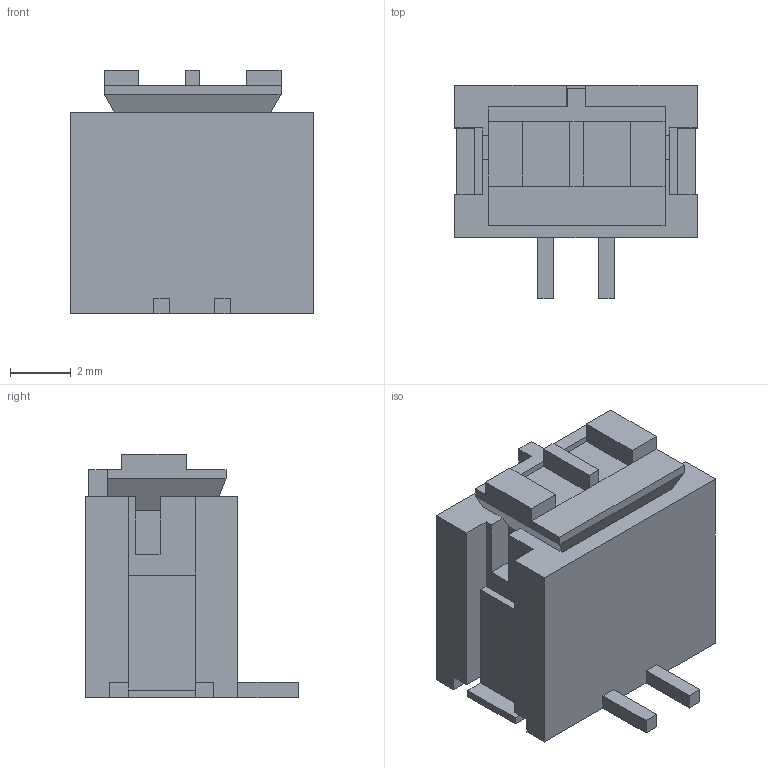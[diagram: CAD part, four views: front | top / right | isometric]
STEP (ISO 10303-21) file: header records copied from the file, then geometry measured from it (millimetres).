
FILE_DESCRIPTION(('FreeCAD Model'),'2;1');
FILE_NAME('B2B-PH-SM4-TB.STEP','2016-04-05T19:12:10',('Author'),(''), 'Open CASCADE STEP processor 6.8','FreeCAD','Unknown');
FILE_SCHEMA(('AUTOMOTIVE_DESIGN_CC2 { 1 2 10303 214 -1 1 5 4 }'));
Length unit declared in the file: millimetre
Products named in the file (1): B2B-PH-SM4-TB
Bounding box: 7.95 x 7 x 7.99 mm (x, y, z)
Volume: 252.8 mm3; surface area: 415.2 mm2
Topology: 1 solids, 1 shells, 104 faces, 291 edges, 189 vertices
Faces by surface type: plane 104
Entity records: 7779 total; most frequent: CARTESIAN_POINT 1167, DIRECTION 1083, LINE 873, VECTOR 873, ORIENTED_EDGE 582, PCURVE 582, DEFINITIONAL_REPRESENTATION 582, EDGE_CURVE 291
